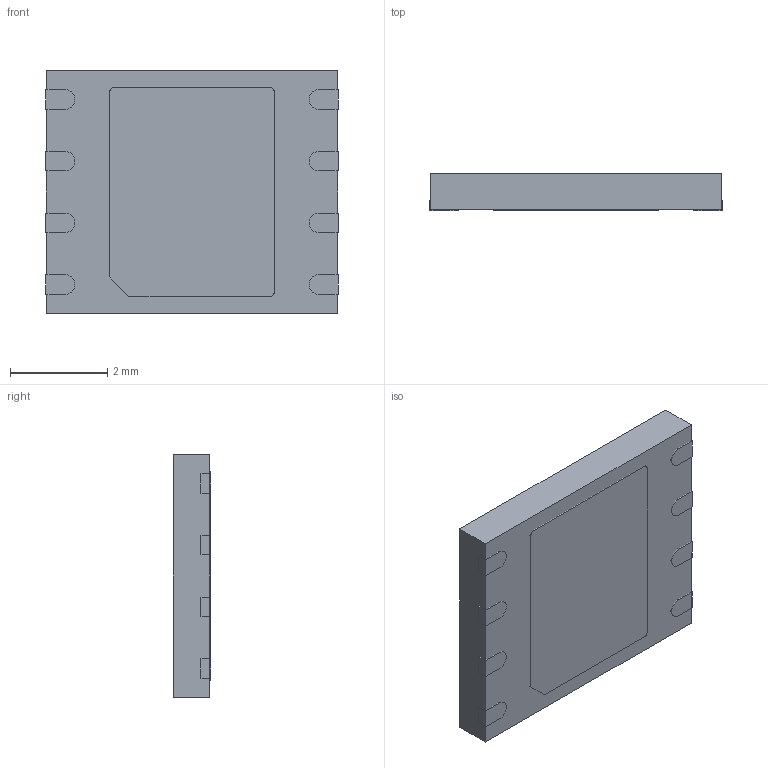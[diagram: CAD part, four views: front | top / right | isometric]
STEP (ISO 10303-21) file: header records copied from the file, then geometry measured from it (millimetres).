
FILE_DESCRIPTION (( 'STEP AP214' ), '1' );
FILE_NAME ('WSON8-6x5.STEP', '2021-04-27T07:17:54', ( 'Lukyanov A' ), ( '' ), 'SwSTEP 2.0', 'SolidWorks 2015', '' );
FILE_SCHEMA (( 'AUTOMOTIVE_DESIGN' ));
Length unit declared in the file: millimetre
Products named in the file (1): WSON8-6x5
Bounding box: 6.02 x 0.77 x 5 mm (x, y, z)
Surface area: 117.1 mm2
Topology: 10 solids, 10 shells, 211 faces, 534 edges, 356 vertices
Faces by surface type: plane 120, bspline 70, cylinder 21
Entity records: 11660 total; most frequent: CARTESIAN_POINT 5380, ORIENTED_EDGE 1068, DIRECTION 720, EDGE_CURVE 534, VERTEX_POINT 356, VECTOR 352, LINE 352, EDGE_LOOP 224
